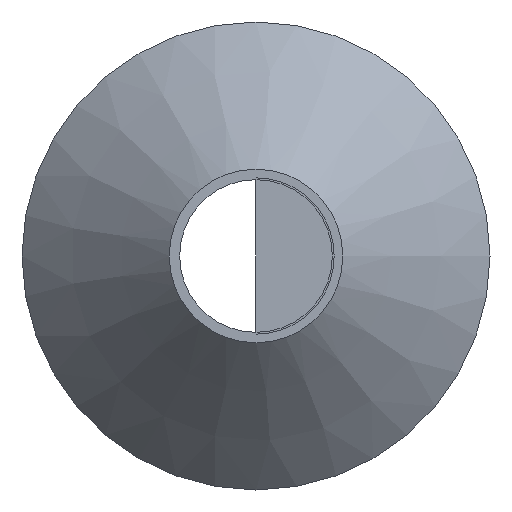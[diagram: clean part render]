
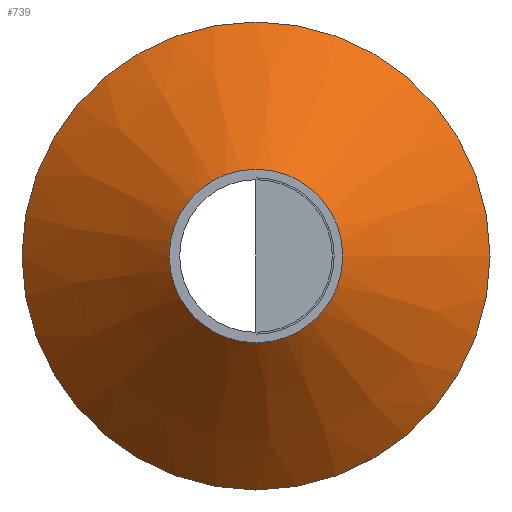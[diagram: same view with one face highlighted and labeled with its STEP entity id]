
A CAD part, front view. The second image highlights one B-rep face of the part: STEP entity #739.
In plain terms, the highlighted conical face has half-angle 45 degrees and reference radius 25 mm.
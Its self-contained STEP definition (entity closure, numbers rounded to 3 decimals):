
#441 = CYLINDRICAL_SURFACE('',#442,25.);
#442 = AXIS2_PLACEMENT_3D('',#443,#444,#445);
#443 = CARTESIAN_POINT('',(0.,65.,0.));
#444 = DIRECTION('',(0.,1.,0.));
#445 = DIRECTION('',(1.,0.,0.));
#647 = VERTEX_POINT('',#648);
#648 = CARTESIAN_POINT('',(25.,85.,0.));
#669 = EDGE_CURVE('',#647,#647,#670,.T.);
#670 = SURFACE_CURVE('',#671,(#676,#683),.PCURVE_S1.);
#671 = CIRCLE('',#672,25.);
#672 = AXIS2_PLACEMENT_3D('',#673,#674,#675);
#673 = CARTESIAN_POINT('',(0.,85.,0.));
#674 = DIRECTION('',(0.,-1.,0.));
#675 = DIRECTION('',(1.,0.,0.));
#676 = PCURVE('',#441,#677);
#677 = DEFINITIONAL_REPRESENTATION('',(#678),#682);
#678 = LINE('',#679,#680);
#679 = CARTESIAN_POINT('',(-0.,20.));
#680 = VECTOR('',#681,1.);
#681 = DIRECTION('',(-1.,0.));
#682 = ( GEOMETRIC_REPRESENTATION_CONTEXT(2) 
PARAMETRIC_REPRESENTATION_CONTEXT() REPRESENTATION_CONTEXT('2D SPACE',''
  ) );
#683 = PCURVE('',#684,#689);
#684 = CONICAL_SURFACE('',#685,25.,0.785);
#685 = AXIS2_PLACEMENT_3D('',#686,#687,#688);
#686 = CARTESIAN_POINT('',(0.,85.,0.));
#687 = DIRECTION('',(0.,1.,0.));
#688 = DIRECTION('',(1.,0.,0.));
#689 = DEFINITIONAL_REPRESENTATION('',(#690),#694);
#690 = LINE('',#691,#692);
#691 = CARTESIAN_POINT('',(-0.,0.));
#692 = VECTOR('',#693,1.);
#693 = DIRECTION('',(-1.,0.));
#694 = ( GEOMETRIC_REPRESENTATION_CONTEXT(2) 
PARAMETRIC_REPRESENTATION_CONTEXT() REPRESENTATION_CONTEXT('2D SPACE',''
  ) );
#725 = CYLINDRICAL_SURFACE('',#726,67.426);
#726 = AXIS2_PLACEMENT_3D('',#727,#728,#729);
#727 = CARTESIAN_POINT('',(0.,127.426,0.));
#728 = DIRECTION('',(0.,1.,0.));
#729 = DIRECTION('',(1.,0.,0.));
#739 = ADVANCED_FACE('',(#740),#684,.T.);
#740 = FACE_BOUND('',#741,.F.);
#741 = EDGE_LOOP('',(#742,#743,#766,#788));
#742 = ORIENTED_EDGE('',*,*,#669,.T.);
#743 = ORIENTED_EDGE('',*,*,#744,.T.);
#744 = EDGE_CURVE('',#647,#745,#747,.T.);
#745 = VERTEX_POINT('',#746);
#746 = CARTESIAN_POINT('',(67.426,127.426,0.));
#747 = SEAM_CURVE('',#748,(#752,#759),.PCURVE_S1.);
#748 = LINE('',#749,#750);
#749 = CARTESIAN_POINT('',(25.,85.,0.));
#750 = VECTOR('',#751,1.);
#751 = DIRECTION('',(0.707,0.707,0.));
#752 = PCURVE('',#684,#753);
#753 = DEFINITIONAL_REPRESENTATION('',(#754),#758);
#754 = LINE('',#755,#756);
#755 = CARTESIAN_POINT('',(-0.,0.));
#756 = VECTOR('',#757,1.);
#757 = DIRECTION('',(-0.,1.));
#758 = ( GEOMETRIC_REPRESENTATION_CONTEXT(2) 
PARAMETRIC_REPRESENTATION_CONTEXT() REPRESENTATION_CONTEXT('2D SPACE',''
  ) );
#759 = PCURVE('',#684,#760);
#760 = DEFINITIONAL_REPRESENTATION('',(#761),#765);
#761 = LINE('',#762,#763);
#762 = CARTESIAN_POINT('',(-6.283,0.));
#763 = VECTOR('',#764,1.);
#764 = DIRECTION('',(-0.,1.));
#765 = ( GEOMETRIC_REPRESENTATION_CONTEXT(2) 
PARAMETRIC_REPRESENTATION_CONTEXT() REPRESENTATION_CONTEXT('2D SPACE',''
  ) );
#766 = ORIENTED_EDGE('',*,*,#767,.F.);
#767 = EDGE_CURVE('',#745,#745,#768,.T.);
#768 = SURFACE_CURVE('',#769,(#774,#781),.PCURVE_S1.);
#769 = CIRCLE('',#770,67.426);
#770 = AXIS2_PLACEMENT_3D('',#771,#772,#773);
#771 = CARTESIAN_POINT('',(0.,127.426,0.));
#772 = DIRECTION('',(0.,-1.,0.));
#773 = DIRECTION('',(1.,0.,0.));
#774 = PCURVE('',#684,#775);
#775 = DEFINITIONAL_REPRESENTATION('',(#776),#780);
#776 = LINE('',#777,#778);
#777 = CARTESIAN_POINT('',(-0.,42.426));
#778 = VECTOR('',#779,1.);
#779 = DIRECTION('',(-1.,0.));
#780 = ( GEOMETRIC_REPRESENTATION_CONTEXT(2) 
PARAMETRIC_REPRESENTATION_CONTEXT() REPRESENTATION_CONTEXT('2D SPACE',''
  ) );
#781 = PCURVE('',#725,#782);
#782 = DEFINITIONAL_REPRESENTATION('',(#783),#787);
#783 = LINE('',#784,#785);
#784 = CARTESIAN_POINT('',(-0.,0.));
#785 = VECTOR('',#786,1.);
#786 = DIRECTION('',(-1.,0.));
#787 = ( GEOMETRIC_REPRESENTATION_CONTEXT(2) 
PARAMETRIC_REPRESENTATION_CONTEXT() REPRESENTATION_CONTEXT('2D SPACE',''
  ) );
#788 = ORIENTED_EDGE('',*,*,#744,.F.);
